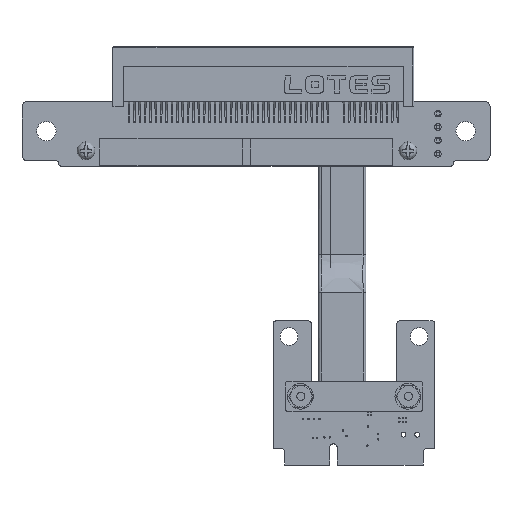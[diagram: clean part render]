
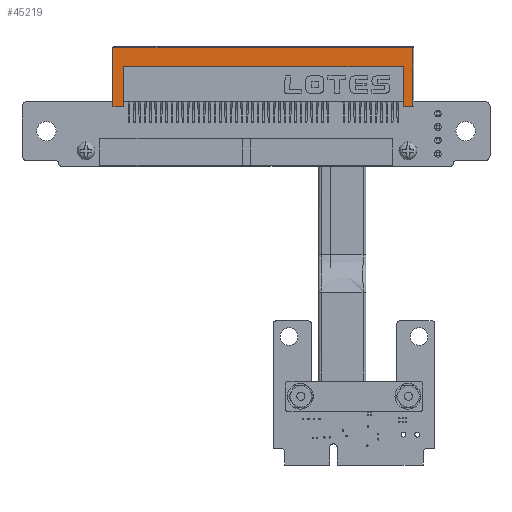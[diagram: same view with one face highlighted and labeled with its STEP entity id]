
A CAD part, top view. The second image highlights one B-rep face of the part: STEP entity #45219.
In plain terms, the highlighted planar face has unit normal (0, 0, 1).
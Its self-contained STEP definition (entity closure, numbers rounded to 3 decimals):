
#44934 = VERTEX_POINT('',#44935);
#44935 = CARTESIAN_POINT('',(-41.5,0.,3.675));
#44950 = VERTEX_POINT('',#44951);
#44951 = CARTESIAN_POINT('',(-39.5,0.,3.675));
#44957 = EDGE_CURVE('',#44934,#44950,#44958,.T.);
#44958 = LINE('',#44959,#44960);
#44959 = CARTESIAN_POINT('',(-41.5,0.,3.675));
#44960 = VECTOR('',#44961,1.);
#44961 = DIRECTION('',(1.,0.,0.));
#44982 = VERTEX_POINT('',#44983);
#44983 = CARTESIAN_POINT('',(14.3,0.,3.675));
#44990 = EDGE_CURVE('',#44991,#44982,#44993,.T.);
#44991 = VERTEX_POINT('',#44992);
#44992 = CARTESIAN_POINT('',(12.5,0.,3.675));
#44993 = LINE('',#44994,#44995);
#44994 = CARTESIAN_POINT('',(-41.5,0.,3.675));
#44995 = VECTOR('',#44996,1.);
#44996 = DIRECTION('',(1.,0.,0.));
#45037 = VERTEX_POINT('',#45038);
#45038 = CARTESIAN_POINT('',(-39.5,7.45,3.675));
#45044 = EDGE_CURVE('',#45037,#44950,#45045,.T.);
#45045 = LINE('',#45046,#45047);
#45046 = CARTESIAN_POINT('',(-39.5,1.,3.675));
#45047 = VECTOR('',#45048,1.);
#45048 = DIRECTION('',(0.,-1.,0.));
#45073 = EDGE_CURVE('',#45074,#44991,#45076,.T.);
#45074 = VERTEX_POINT('',#45075);
#45075 = CARTESIAN_POINT('',(12.5,7.45,3.675));
#45076 = LINE('',#45077,#45078);
#45077 = CARTESIAN_POINT('',(12.5,1.,3.675));
#45078 = VECTOR('',#45079,1.);
#45079 = DIRECTION('',(0.,-1.,0.));
#45185 = EDGE_CURVE('',#45186,#44934,#45188,.T.);
#45186 = VERTEX_POINT('',#45187);
#45187 = CARTESIAN_POINT('',(-41.5,10.95,3.675));
#45188 = LINE('',#45189,#45190);
#45189 = CARTESIAN_POINT('',(-41.5,11.15,3.675));
#45190 = VECTOR('',#45191,1.);
#45191 = DIRECTION('',(0.,-1.,0.));
#45219 = ADVANCED_FACE('',(#45220),#45247,.F.);
#45220 = FACE_BOUND('',#45221,.T.);
#45221 = EDGE_LOOP('',(#45222,#45230,#45236,#45237,#45238,#45239,#45245,
    #45246));
#45222 = ORIENTED_EDGE('',*,*,#45223,.T.);
#45223 = EDGE_CURVE('',#44982,#45224,#45226,.T.);
#45224 = VERTEX_POINT('',#45225);
#45225 = CARTESIAN_POINT('',(14.3,10.95,3.675));
#45226 = LINE('',#45227,#45228);
#45227 = CARTESIAN_POINT('',(14.3,11.15,3.675));
#45228 = VECTOR('',#45229,1.);
#45229 = DIRECTION('',(0.,1.,0.));
#45230 = ORIENTED_EDGE('',*,*,#45231,.T.);
#45231 = EDGE_CURVE('',#45224,#45186,#45232,.T.);
#45232 = LINE('',#45233,#45234);
#45233 = CARTESIAN_POINT('',(-41.5,10.95,3.675));
#45234 = VECTOR('',#45235,1.);
#45235 = DIRECTION('',(-1.,0.,0.));
#45236 = ORIENTED_EDGE('',*,*,#45185,.T.);
#45237 = ORIENTED_EDGE('',*,*,#44957,.T.);
#45238 = ORIENTED_EDGE('',*,*,#45044,.F.);
#45239 = ORIENTED_EDGE('',*,*,#45240,.F.);
#45240 = EDGE_CURVE('',#45074,#45037,#45241,.T.);
#45241 = LINE('',#45242,#45243);
#45242 = CARTESIAN_POINT('',(-39.5,7.45,3.675));
#45243 = VECTOR('',#45244,1.);
#45244 = DIRECTION('',(-1.,0.,0.));
#45245 = ORIENTED_EDGE('',*,*,#45073,.T.);
#45246 = ORIENTED_EDGE('',*,*,#44990,.T.);
#45247 = PLANE('',#45248);
#45248 = AXIS2_PLACEMENT_3D('',#45249,#45250,#45251);
#45249 = CARTESIAN_POINT('',(-41.5,11.15,3.675));
#45250 = DIRECTION('',(0.,0.,-1.));
#45251 = DIRECTION('',(-1.,0.,0.));
